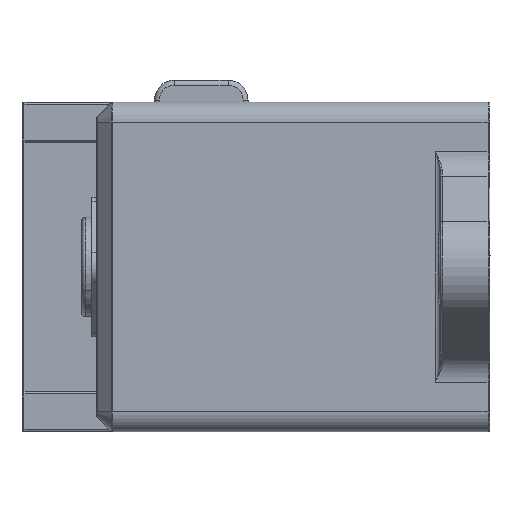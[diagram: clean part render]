
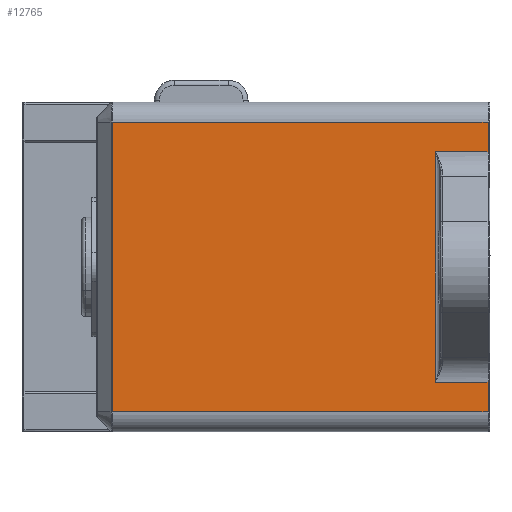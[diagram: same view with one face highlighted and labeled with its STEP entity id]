
A CAD part, left-side view. The second image highlights one B-rep face of the part: STEP entity #12765.
In plain terms, the highlighted planar face has unit normal (-1, 0, 0).
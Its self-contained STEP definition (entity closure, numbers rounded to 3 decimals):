
#12748=AXIS2_PLACEMENT_3D('Plane Axis2P3D',#12745,#12746,#12747) ;
#10457=CARTESIAN_POINT('Line Origine',(-23.,-15.5,0.)) ;
#10461=CARTESIAN_POINT('Vertex',(-23.,-15.5,11.596)) ;
#10463=CARTESIAN_POINT('Vertex',(-23.,-15.5,-11.596)) ;
#10826=CARTESIAN_POINT('Vertex',(-23.,-20.8,-11.596)) ;
#10829=CARTESIAN_POINT('Line Origine',(-23.,-2.,-11.596)) ;
#10851=CARTESIAN_POINT('Vertex',(-23.,-20.8,11.596)) ;
#10854=CARTESIAN_POINT('Line Origine',(-23.,-2.,11.596)) ;
#10986=CARTESIAN_POINT('Vertex',(-23.,-20.8,14.55)) ;
#10989=CARTESIAN_POINT('Line Origine',(-23.,-20.8,0.)) ;
#11389=CARTESIAN_POINT('Vertex',(-23.,-20.8,-14.55)) ;
#11421=CARTESIAN_POINT('Line Origine',(-23.,-20.8,0.)) ;
#12688=CARTESIAN_POINT('Line Origine',(-23.,-1.25,14.55)) ;
#12692=CARTESIAN_POINT('Vertex',(-23.,16.917,14.55)) ;
#12726=CARTESIAN_POINT('Line Origine',(-23.,-1.25,-14.55)) ;
#12730=CARTESIAN_POINT('Vertex',(-23.,16.917,-14.55)) ;
#12745=CARTESIAN_POINT('Axis2P3D Location',(-23.,0.,-14.55)) ;
#12750=CARTESIAN_POINT('Line Origine',(-23.,16.917,0.)) ;
#10458=DIRECTION('Vector Direction',(0.,0.,1.)) ;
#10830=DIRECTION('Vector Direction',(0.,1.,0.)) ;
#10855=DIRECTION('Vector Direction',(0.,1.,0.)) ;
#10990=DIRECTION('Vector Direction',(0.,0.,1.)) ;
#11422=DIRECTION('Vector Direction',(0.,0.,1.)) ;
#12689=DIRECTION('Vector Direction',(0.,1.,0.)) ;
#12727=DIRECTION('Vector Direction',(0.,1.,0.)) ;
#12746=DIRECTION('Axis2P3D Direction',(-1.,0.,0.)) ;
#12747=DIRECTION('Axis2P3D XDirection',(0.,0.,1.)) ;
#12751=DIRECTION('Vector Direction',(0.,0.,-1.)) ;
#10459=VECTOR('Line Direction',#10458,1.) ;
#10831=VECTOR('Line Direction',#10830,1.) ;
#10856=VECTOR('Line Direction',#10855,1.) ;
#10991=VECTOR('Line Direction',#10990,1.) ;
#11423=VECTOR('Line Direction',#11422,1.) ;
#12690=VECTOR('Line Direction',#12689,1.) ;
#12728=VECTOR('Line Direction',#12727,1.) ;
#12752=VECTOR('Line Direction',#12751,1.) ;
#12756=ORIENTED_EDGE('',*,*,#12732,.F.) ;
#12757=ORIENTED_EDGE('',*,*,#11425,.T.) ;
#12758=ORIENTED_EDGE('',*,*,#10833,.T.) ;
#12759=ORIENTED_EDGE('',*,*,#10465,.F.) ;
#12760=ORIENTED_EDGE('',*,*,#10858,.T.) ;
#12761=ORIENTED_EDGE('',*,*,#10993,.T.) ;
#12762=ORIENTED_EDGE('',*,*,#12694,.T.) ;
#12763=ORIENTED_EDGE('',*,*,#12754,.F.) ;
#12765=ADVANCED_FACE('40020006ST_GER040-STAASC0A01\\72316602003_TOTAL ASS''Y,SUB,GER-40ST\\54626602004_FRAME ASS''Y,UPPER,TOTAL,GER-40ST\\54626602005_FRAME ASS''Y,UPPER,GER-40ST\\FRAME, UPPER,GER-40ST\\Body.18',(#12764),#12749,.T.) ;
#10465=EDGE_CURVE('',#10462,#10464,#10460,.F.) ;
#10833=EDGE_CURVE('',#10827,#10464,#10832,.T.) ;
#10858=EDGE_CURVE('',#10462,#10852,#10857,.F.) ;
#10993=EDGE_CURVE('',#10852,#10987,#10992,.T.) ;
#11425=EDGE_CURVE('',#11390,#10827,#11424,.T.) ;
#12694=EDGE_CURVE('',#10987,#12693,#12691,.T.) ;
#12732=EDGE_CURVE('',#11390,#12731,#12729,.T.) ;
#12754=EDGE_CURVE('',#12731,#12693,#12753,.F.) ;
#12755=EDGE_LOOP('',(#12756,#12757,#12758,#12759,#12760,#12761,#12762,#12763)) ;
#12764=FACE_OUTER_BOUND('',#12755,.T.) ;
#10460=LINE('Line',#10457,#10459) ;
#10832=LINE('Line',#10829,#10831) ;
#10857=LINE('Line',#10854,#10856) ;
#10992=LINE('Line',#10989,#10991) ;
#11424=LINE('Line',#11421,#11423) ;
#12691=LINE('Line',#12688,#12690) ;
#12729=LINE('Line',#12726,#12728) ;
#12753=LINE('Line',#12750,#12752) ;
#12749=PLANE('',#12748) ;
#10462=VERTEX_POINT('',#10461) ;
#10464=VERTEX_POINT('',#10463) ;
#10827=VERTEX_POINT('',#10826) ;
#10852=VERTEX_POINT('',#10851) ;
#10987=VERTEX_POINT('',#10986) ;
#11390=VERTEX_POINT('',#11389) ;
#12693=VERTEX_POINT('',#12692) ;
#12731=VERTEX_POINT('',#12730) ;
